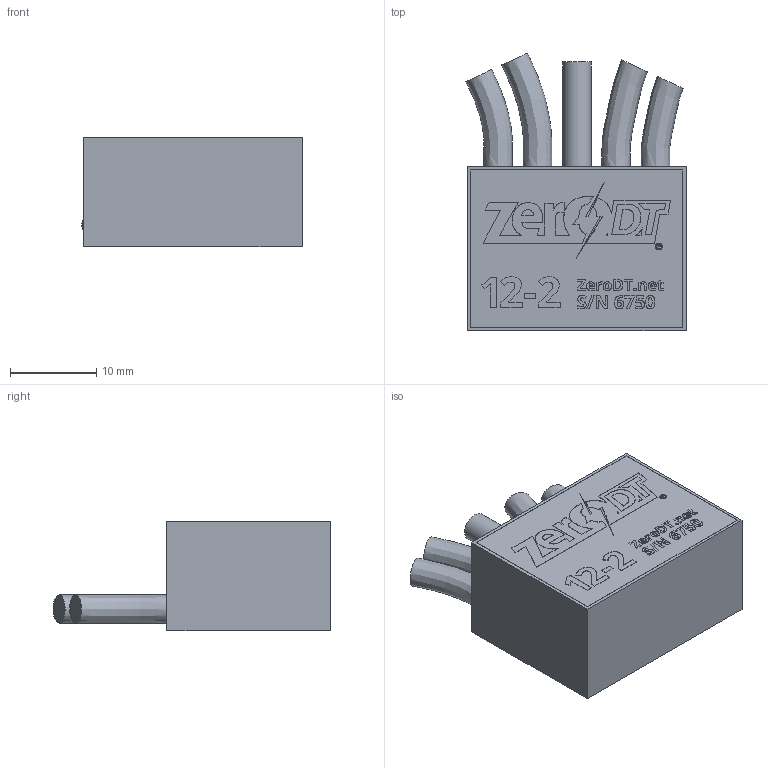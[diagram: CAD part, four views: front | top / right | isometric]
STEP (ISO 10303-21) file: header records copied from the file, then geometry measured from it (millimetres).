
FILE_DESCRIPTION(/* description */ ('STEP AP214'),/* implementation_level */ '2;1');
FILE_NAME(/* name */ '6196974410fc1e666141ef1e',/* time_stamp */ '2021-11-18T18:11:17+00:00',/* author */ (''),/* organization */ (''),/* preprocessor_version */ 'ST-DEVELOPER v18.1',/* originating_system */ ' ',/* authorisation */ ' ');
FILE_SCHEMA (('AUTOMOTIVE_DESIGN {1 0 10303 214 3 1 1}'));
Length unit declared in the file: metre
Products named in the file (1): 12-2
Bounding box: 25.59 x 32.26 x 12.75 mm (x, y, z)
Volume: 6657.4 mm3; surface area: 2710.6 mm2
Topology: 1 solids, 1 shells, 473 faces, 1272 edges, 848 vertices
Faces by surface type: plane 245, bspline 223, cylinder 5
Full cylindrical faces by diameter (mm): 0.614 x1, 0.787 x1, 3.302 x1
Entity records: 16434 total; most frequent: CARTESIAN_POINT 5851, ORIENTED_EDGE 2530, DIRECTION 1347, EDGE_CURVE 1265, VERTEX_POINT 848, LINE 809, VECTOR 809, EDGE_LOOP 527
